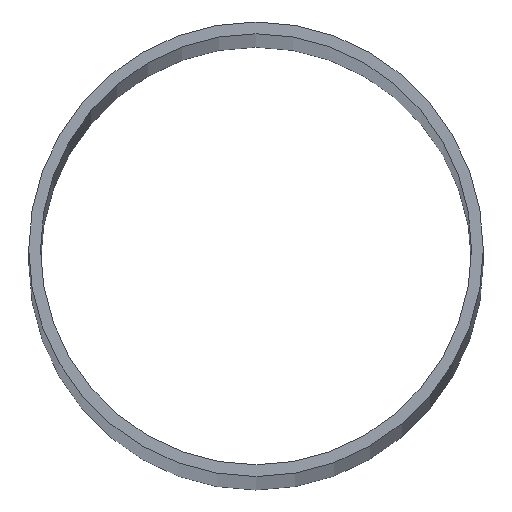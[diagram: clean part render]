
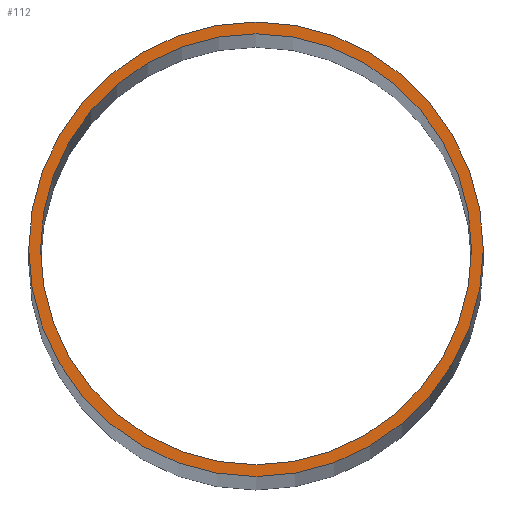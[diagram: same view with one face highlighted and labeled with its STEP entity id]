
A CAD part, top view. The second image highlights one B-rep face of the part: STEP entity #112.
In plain terms, the highlighted planar face has unit normal (0, 0, 1).
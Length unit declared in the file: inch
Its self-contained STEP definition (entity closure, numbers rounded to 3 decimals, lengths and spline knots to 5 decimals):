
#2 = VERTEX_POINT ( 'NONE', #110 ) ;
#5 = ORIENTED_EDGE ( 'NONE', *, *, #245, .T. ) ;
#7 = EDGE_LOOP ( 'NONE', ( #27, #202 ) ) ;
#12 = PLANE ( 'NONE',  #161 ) ;
#16 = DIRECTION ( 'NONE',  ( 0., 0., 1. ) ) ;
#17 = CIRCLE ( 'NONE', #113, 6.375 ) ;
#27 = ORIENTED_EDGE ( 'NONE', *, *, #39, .F. ) ;
#34 = CARTESIAN_POINT ( 'NONE',  ( 0., 0., 216. ) ) ;
#39 = EDGE_CURVE ( 'NONE', #2, #203, #248, .T. ) ;
#43 = VERTEX_POINT ( 'NONE', #189 ) ;
#47 = ORIENTED_EDGE ( 'NONE', *, *, #163, .T. ) ;
#54 = DIRECTION ( 'NONE',  ( 0., 0., 1. ) ) ;
#71 = CARTESIAN_POINT ( 'NONE',  ( 6.375, 0., 216. ) ) ;
#75 = AXIS2_PLACEMENT_3D ( 'NONE', #207, #54, #114 ) ;
#80 = EDGE_CURVE ( 'NONE', #203, #2, #243, .T. ) ;
#83 = AXIS2_PLACEMENT_3D ( 'NONE', #159, #214, #118 ) ;
#92 = CARTESIAN_POINT ( 'NONE',  ( 0., 0., 216. ) ) ;
#98 = CARTESIAN_POINT ( 'NONE',  ( 0., 0., 216. ) ) ;
#100 = CARTESIAN_POINT ( 'NONE',  ( 6.045, 0., 216. ) ) ;
#110 = CARTESIAN_POINT ( 'NONE',  ( -6.045, 0., 216. ) ) ;
#112 = ADVANCED_FACE ( 'NONE', ( #170, #173 ), #12, .T. ) ;
#113 = AXIS2_PLACEMENT_3D ( 'NONE', #92, #206, #151 ) ;
#114 = DIRECTION ( 'NONE',  ( 1., 0., 0. ) ) ;
#118 = DIRECTION ( 'NONE',  ( 1., 0., 0. ) ) ;
#119 = AXIS2_PLACEMENT_3D ( 'NONE', #98, #16, #213 ) ;
#129 = EDGE_LOOP ( 'NONE', ( #47, #5 ) ) ;
#132 = CIRCLE ( 'NONE', #83, 6.375 ) ;
#138 = DIRECTION ( 'NONE',  ( 1., 0., 0. ) ) ;
#151 = DIRECTION ( 'NONE',  ( 1., 0., 0. ) ) ;
#159 = CARTESIAN_POINT ( 'NONE',  ( 0., 0., 216. ) ) ;
#161 = AXIS2_PLACEMENT_3D ( 'NONE', #34, #187, #138 ) ;
#163 = EDGE_CURVE ( 'NONE', #43, #197, #17, .T. ) ;
#170 = FACE_OUTER_BOUND ( 'NONE', #129, .T. ) ;
#173 = FACE_BOUND ( 'NONE', #7, .T. ) ;
#187 = DIRECTION ( 'NONE',  ( 0., 0., 1. ) ) ;
#189 = CARTESIAN_POINT ( 'NONE',  ( -6.375, 0., 216. ) ) ;
#197 = VERTEX_POINT ( 'NONE', #71 ) ;
#202 = ORIENTED_EDGE ( 'NONE', *, *, #80, .F. ) ;
#203 = VERTEX_POINT ( 'NONE', #100 ) ;
#206 = DIRECTION ( 'NONE',  ( 0., 0., 1. ) ) ;
#207 = CARTESIAN_POINT ( 'NONE',  ( 0., 0., 216. ) ) ;
#213 = DIRECTION ( 'NONE',  ( 1., 0., 0. ) ) ;
#214 = DIRECTION ( 'NONE',  ( 0., 0., 1. ) ) ;
#243 = CIRCLE ( 'NONE', #119, 6.045 ) ;
#245 = EDGE_CURVE ( 'NONE', #197, #43, #132, .T. ) ;
#248 = CIRCLE ( 'NONE', #75, 6.045 ) ;
